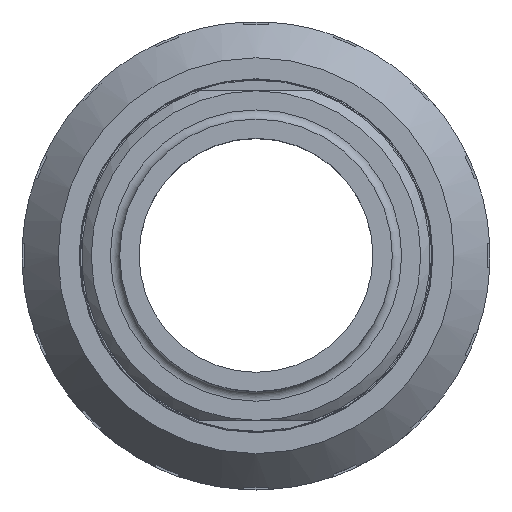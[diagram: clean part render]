
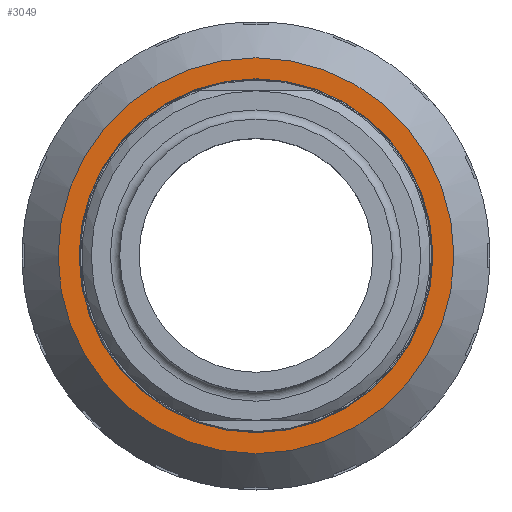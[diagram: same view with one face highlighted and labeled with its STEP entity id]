
A CAD part, top view. The second image highlights one B-rep face of the part: STEP entity #3049.
In plain terms, the highlighted face is planar.
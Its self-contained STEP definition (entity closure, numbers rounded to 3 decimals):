
#300=FACE_OUTER_BOUND($,#1004,.T.);
#802=FACE_BOUND($,#1005,.T.);
#1004=EDGE_LOOP($,(#2711));
#1005=EDGE_LOOP($,(#2712));
#1178=CIRCLE($,#3383,41.448);
#1181=CIRCLE($,#3391,37.05);
#1476=VERTEX_POINT($,#5271);
#1481=VERTEX_POINT($,#5290);
#1906=EDGE_CURVE($,#1476,#1476,#1178,.T.);
#1915=EDGE_CURVE($,#1481,#1481,#1181,.T.);
#2711=ORIENTED_EDGE($,*,*,#1906,.F.);
#2712=ORIENTED_EDGE($,*,*,#1915,.T.);
#2883=PLANE($,#3390);
#3049=ADVANCED_FACE($,(#300,#802),#2883,.T.);
#3383=AXIS2_PLACEMENT_3D($,#5272,#4273,#4274);
#3390=AXIS2_PLACEMENT_3D($,#5289,#4293,#4294);
#3391=AXIS2_PLACEMENT_3D($,#5291,#4295,#4296);
#4273=DIRECTION('center_axis',(0.,0.,1.));
#4274=DIRECTION('ref_axis',(0.,-1.,0.));
#4293=DIRECTION('center_axis',(0.,0.,-1.));
#4294=DIRECTION('ref_axis',(-1.,0.,0.));
#4295=DIRECTION('center_axis',(0.,0.,1.));
#4296=DIRECTION('ref_axis',(0.,-1.,0.));
#5271=CARTESIAN_POINT('',(0.,-41.448,0.));
#5272=CARTESIAN_POINT('Origin',(0.,0.,0.));
#5289=CARTESIAN_POINT('Origin',(0.,-39.249,0.));
#5290=CARTESIAN_POINT('',(0.,-37.05,0.));
#5291=CARTESIAN_POINT('Origin',(0.,0.,0.));
